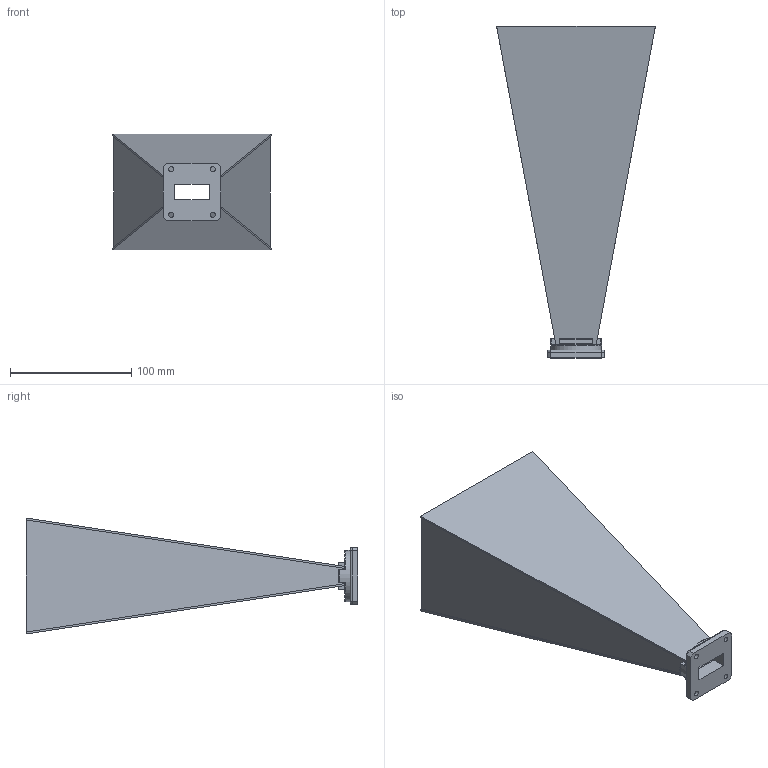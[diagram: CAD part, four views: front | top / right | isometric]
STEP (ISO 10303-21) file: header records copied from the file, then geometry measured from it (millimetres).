
FILE_DESCRIPTION (( 'STEP AP214' ), '1' );
FILE_NAME ('PE9858B-20.STEP', '2021-01-06T15:17:36', ( '' ), ( '' ), 'SwSTEP 2.0', 'SolidWorks 2018', '' );
FILE_SCHEMA (( 'AUTOMOTIVE_DESIGN' ));
Length unit declared in the file: inch
Products named in the file (1): PE9858B-20
Bounding box: 131.01 x 273.81 x 95.57 mm (x, y, z)
Volume: 130665.3 mm3; surface area: 150731.3 mm2
Topology: 1 solids, 1 shells, 77 faces, 221 edges, 138 vertices
Faces by surface type: plane 48, cylinder 17, torus 12
Full cylindrical faces by diameter (mm): 4.318 x4, 42.164 x1
Entity records: 2644 total; most frequent: CARTESIAN_POINT 600, ORIENTED_EDGE 430, DIRECTION 394, EDGE_CURVE 215, LINE 148, VECTOR 148, VERTEX_POINT 137, AXIS2_PLACEMENT_3D 123
